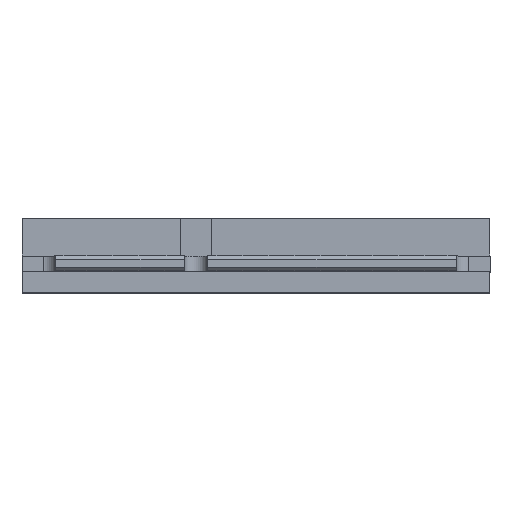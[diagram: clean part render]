
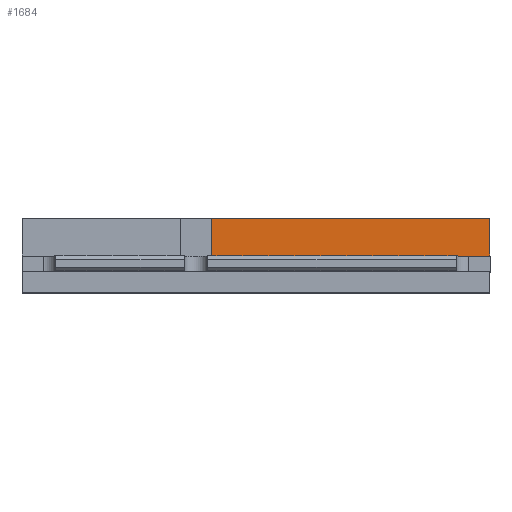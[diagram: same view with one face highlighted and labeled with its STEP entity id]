
A CAD part, top view. The second image highlights one B-rep face of the part: STEP entity #1684.
In plain terms, the highlighted face is planar.
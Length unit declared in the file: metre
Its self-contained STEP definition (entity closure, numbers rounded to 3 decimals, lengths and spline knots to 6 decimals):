
#513 = ORIENTED_EDGE ( 'NONE', *, *, #7775, .T. ) ;
#584 = EDGE_CURVE ( 'NONE', #2807, #12387, #1374, .T. ) ;
#640 = CARTESIAN_POINT ( 'NONE',  ( 0.04775, -0.000001, -0.01215 ) ) ;
#683 = CARTESIAN_POINT ( 'NONE',  ( 0.04775, 0., -0.03 ) ) ;
#797 = EDGE_CURVE ( 'NONE', #6318, #2807, #1980, .T. ) ;
#1374 = LINE ( 'NONE', #2022, #13423 ) ;
#1684 = ADVANCED_FACE ( 'NONE', ( #13474 ), #6981, .F. ) ;
#1980 = LINE ( 'NONE', #9867, #9191 ) ;
#2022 = CARTESIAN_POINT ( 'NONE',  ( 0.04775, -0.000001, -0.01215 ) ) ;
#2048 = CARTESIAN_POINT ( 'NONE',  ( 0.04775, -0.000001, -0.03 ) ) ;
#2229 = DIRECTION ( 'NONE',  ( 0., 0., 1. ) ) ;
#2807 = VERTEX_POINT ( 'NONE', #13488 ) ;
#3434 = CARTESIAN_POINT ( 'NONE',  ( 0.04775, 0.0024, -0.01215 ) ) ;
#4578 = VECTOR ( 'NONE', #2229, 1. ) ;
#5252 = DIRECTION ( 'NONE',  ( 0., 1., 0. ) ) ;
#5899 = DIRECTION ( 'NONE',  ( 0., 0., 1. ) ) ;
#6009 = EDGE_LOOP ( 'NONE', ( #10885, #513, #13227, #9956 ) ) ;
#6318 = VERTEX_POINT ( 'NONE', #683 ) ;
#6861 = DIRECTION ( 'NONE',  ( 0., 0., 1. ) ) ;
#6981 = PLANE ( 'NONE',  #12375 ) ;
#7775 = EDGE_CURVE ( 'NONE', #12454, #12387, #12579, .T. ) ;
#9092 = EDGE_CURVE ( 'NONE', #6318, #12454, #12990, .T. ) ;
#9191 = VECTOR ( 'NONE', #6861, 1. ) ;
#9538 = DIRECTION ( 'NONE',  ( 0., 1., 0. ) ) ;
#9867 = CARTESIAN_POINT ( 'NONE',  ( 0.04775, 0., -0.01215 ) ) ;
#9956 = ORIENTED_EDGE ( 'NONE', *, *, #797, .F. ) ;
#10167 = VECTOR ( 'NONE', #9538, 1. ) ;
#10729 = CARTESIAN_POINT ( 'NONE',  ( 0.04775, 0.0024, -0.01215 ) ) ;
#10885 = ORIENTED_EDGE ( 'NONE', *, *, #9092, .T. ) ;
#11300 = DIRECTION ( 'NONE',  ( -1., 0., 0. ) ) ;
#11900 = CARTESIAN_POINT ( 'NONE',  ( 0.04775, 0.0024, -0.03 ) ) ;
#12375 = AXIS2_PLACEMENT_3D ( 'NONE', #640, #11300, #5899 ) ;
#12387 = VERTEX_POINT ( 'NONE', #10729 ) ;
#12454 = VERTEX_POINT ( 'NONE', #11900 ) ;
#12579 = LINE ( 'NONE', #3434, #4578 ) ;
#12990 = LINE ( 'NONE', #2048, #10167 ) ;
#13227 = ORIENTED_EDGE ( 'NONE', *, *, #584, .F. ) ;
#13423 = VECTOR ( 'NONE', #5252, 1. ) ;
#13474 = FACE_OUTER_BOUND ( 'NONE', #6009, .T. ) ;
#13488 = CARTESIAN_POINT ( 'NONE',  ( 0.04775, 0., -0.01215 ) ) ;
